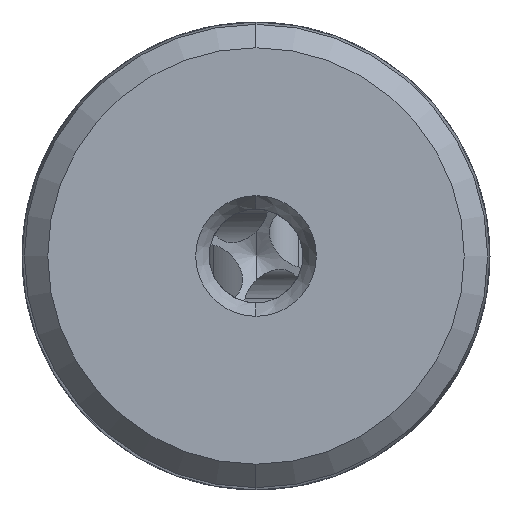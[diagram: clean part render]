
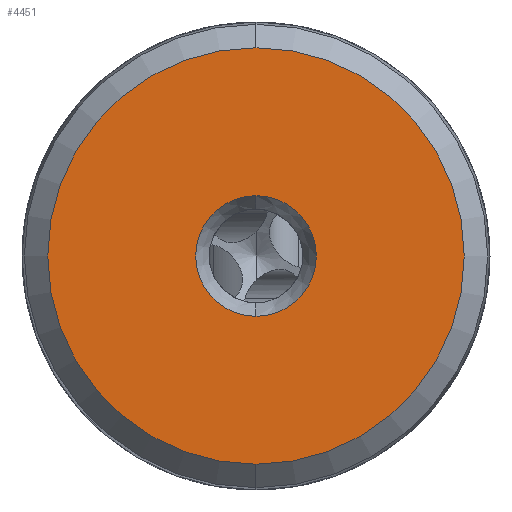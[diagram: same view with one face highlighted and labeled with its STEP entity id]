
A CAD part, left-side view. The second image highlights one B-rep face of the part: STEP entity #4451.
In plain terms, the highlighted planar face has unit normal (-1, 0, 0).
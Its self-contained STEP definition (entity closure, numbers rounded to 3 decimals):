
#907 = ORIENTED_EDGE ( 'NONE', *, *, #4442, .T. ) ;
#961 = EDGE_LOOP ( 'NONE', ( #986, #907 ) ) ;
#986 = ORIENTED_EDGE ( 'NONE', *, *, #3556, .T. ) ;
#1118 = ORIENTED_EDGE ( 'NONE', *, *, #4439, .F. ) ;
#1181 = EDGE_LOOP ( 'NONE', ( #1211, #1118 ) ) ;
#1211 = ORIENTED_EDGE ( 'NONE', *, *, #3830, .F. ) ;
#1617 = CARTESIAN_POINT ( 'NONE',  ( -79.5, 0., 0. ) ) ;
#1618 = DIRECTION ( 'NONE',  ( 1., 0., 0. ) ) ;
#1619 = DIRECTION ( 'NONE',  ( 0., 0., -1. ) ) ;
#2123 = CARTESIAN_POINT ( 'NONE',  ( -79.5, 0., 0. ) ) ;
#2124 = DIRECTION ( 'NONE',  ( 1., 0., 0. ) ) ;
#2125 = DIRECTION ( 'NONE',  ( 0., 0., -1. ) ) ;
#2193 = AXIS2_PLACEMENT_3D ( 'NONE', #1617, #1618, #1619 ) ;
#2200 = CIRCLE ( 'NONE', #2193, 2.577 ) ;
#2284 = CIRCLE ( 'NONE', #2313, 8.9 ) ;
#2313 = AXIS2_PLACEMENT_3D ( 'NONE', #2123, #2124, #2125 ) ;
#2692 = CARTESIAN_POINT ( 'NONE',  ( -79.5, 0., 0. ) ) ;
#2693 = DIRECTION ( 'NONE',  ( 1., 0., 0. ) ) ;
#2694 = DIRECTION ( 'NONE',  ( 0., 0., -1. ) ) ;
#2703 = CARTESIAN_POINT ( 'NONE',  ( -79.5, 0., 0. ) ) ;
#2704 = DIRECTION ( 'NONE',  ( 1., 0., 0. ) ) ;
#2705 = DIRECTION ( 'NONE',  ( 0., 0., -1. ) ) ;
#2735 = DIRECTION ( 'NONE',  ( -1., 0., 0. ) ) ;
#2736 = CARTESIAN_POINT ( 'NONE',  ( -79.5, 8.9, 0. ) ) ;
#2737 = FACE_BOUND ( 'NONE', #961, .T. ) ;
#2739 = FACE_OUTER_BOUND ( 'NONE', #1181, .T. ) ;
#2740 = PLANE ( 'NONE',  #3735 ) ;
#2742 = DIRECTION ( 'NONE',  ( 0., 0., 1. ) ) ;
#2895 = CARTESIAN_POINT ( 'NONE',  ( -79.5, 0., 8.9 ) ) ;
#2909 = CARTESIAN_POINT ( 'NONE',  ( -79.5, 0., -8.9 ) ) ;
#2955 = CARTESIAN_POINT ( 'NONE',  ( -79.5, 0., -2.577 ) ) ;
#2958 = CARTESIAN_POINT ( 'NONE',  ( -79.5, 0., 2.577 ) ) ;
#3250 = VERTEX_POINT ( 'NONE', #2895 ) ;
#3253 = VERTEX_POINT ( 'NONE', #2909 ) ;
#3267 = VERTEX_POINT ( 'NONE', #2955 ) ;
#3268 = VERTEX_POINT ( 'NONE', #2958 ) ;
#3556 = EDGE_CURVE ( 'NONE', #3268, #3267, #2200, .T. ) ;
#3692 = AXIS2_PLACEMENT_3D ( 'NONE', #2692, #2693, #2694 ) ;
#3703 = CIRCLE ( 'NONE', #3692, 8.9 ) ;
#3720 = CIRCLE ( 'NONE', #3728, 2.577 ) ;
#3728 = AXIS2_PLACEMENT_3D ( 'NONE', #2703, #2704, #2705 ) ;
#3735 = AXIS2_PLACEMENT_3D ( 'NONE', #2736, #2735, #2742 ) ;
#3830 = EDGE_CURVE ( 'NONE', #3253, #3250, #2284, .T. ) ;
#4439 = EDGE_CURVE ( 'NONE', #3250, #3253, #3703, .T. ) ;
#4442 = EDGE_CURVE ( 'NONE', #3267, #3268, #3720, .T. ) ;
#4451 = ADVANCED_FACE ( 'NONE', ( #2737, #2739 ), #2740, .T. ) ;
